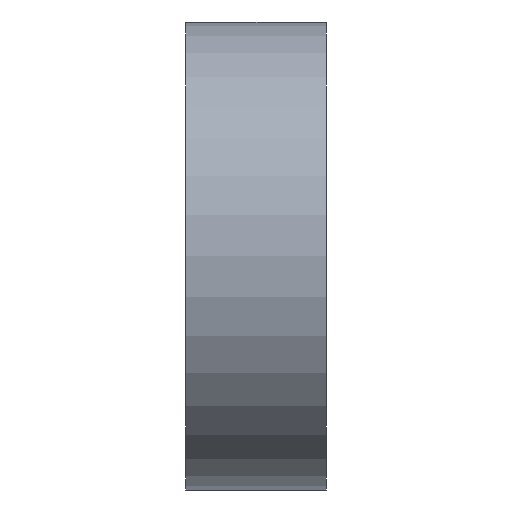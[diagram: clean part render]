
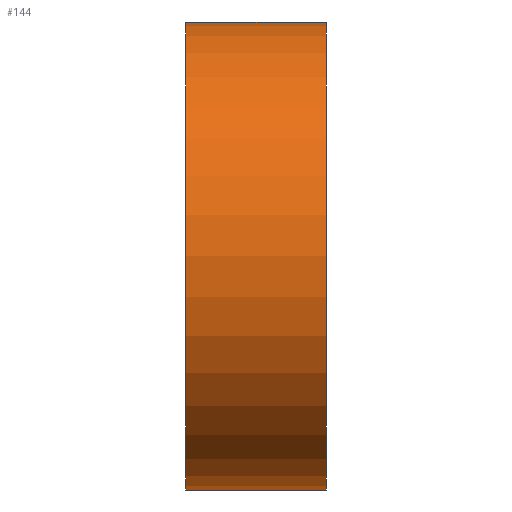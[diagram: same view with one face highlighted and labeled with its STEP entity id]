
A CAD part, left-side view. The second image highlights one B-rep face of the part: STEP entity #144.
In plain terms, the highlighted cylindrical face has radius 5 mm (diameter 10 mm), a partial arc.
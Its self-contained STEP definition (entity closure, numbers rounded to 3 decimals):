
#26=FACE_OUTER_BOUND('',#34,.T.);
#34=EDGE_LOOP('',(#113,#114,#115,#116));
#47=LINE('',#250,#57);
#48=LINE('',#253,#58);
#57=VECTOR('',#207,10.);
#58=VECTOR('',#210,10.);
#69=CIRCLE('',#173,5.);
#70=CIRCLE('',#174,5.);
#79=VERTEX_POINT('',#246);
#80=VERTEX_POINT('',#247);
#81=VERTEX_POINT('',#249);
#82=VERTEX_POINT('',#251);
#93=EDGE_CURVE('',#79,#80,#69,.T.);
#94=EDGE_CURVE('',#81,#79,#47,.T.);
#95=EDGE_CURVE('',#82,#81,#70,.T.);
#96=EDGE_CURVE('',#82,#80,#48,.T.);
#113=ORIENTED_EDGE('',*,*,#93,.F.);
#114=ORIENTED_EDGE('',*,*,#94,.F.);
#115=ORIENTED_EDGE('',*,*,#95,.F.);
#116=ORIENTED_EDGE('',*,*,#96,.T.);
#140=CYLINDRICAL_SURFACE('',#172,5.);
#144=ADVANCED_FACE('',(#26),#140,.T.);
#172=AXIS2_PLACEMENT_3D('',#245,#203,#204);
#173=AXIS2_PLACEMENT_3D('',#248,#205,#206);
#174=AXIS2_PLACEMENT_3D('',#252,#208,#209);
#203=DIRECTION('center_axis',(0.,-1.,0.));
#204=DIRECTION('ref_axis',(0.,0.,-1.));
#205=DIRECTION('center_axis',(0.,1.,0.));
#206=DIRECTION('ref_axis',(0.,0.,-1.));
#207=DIRECTION('',(0.,1.,0.));
#208=DIRECTION('center_axis',(0.,-1.,0.));
#209=DIRECTION('ref_axis',(0.,0.,-1.));
#210=DIRECTION('',(0.,1.,0.));
#245=CARTESIAN_POINT('Origin',(0.,3.,-5.));
#246=CARTESIAN_POINT('',(0.,3.,-10.));
#247=CARTESIAN_POINT('',(0.,3.,0.));
#248=CARTESIAN_POINT('Origin',(0.,3.,-5.));
#249=CARTESIAN_POINT('',(0.,0.,-10.));
#250=CARTESIAN_POINT('',(0.,0.,-10.));
#251=CARTESIAN_POINT('',(0.,0.,0.));
#252=CARTESIAN_POINT('Origin',(0.,0.,-5.));
#253=CARTESIAN_POINT('',(0.,0.,0.));
